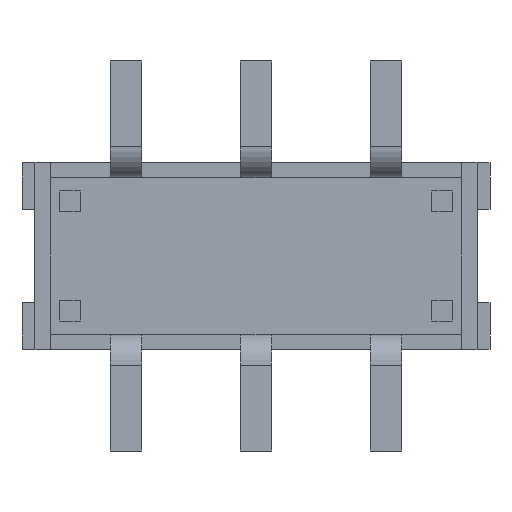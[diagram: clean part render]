
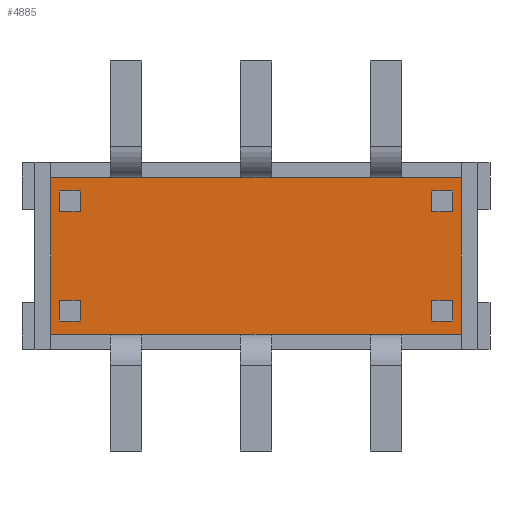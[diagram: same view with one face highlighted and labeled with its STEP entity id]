
A CAD part, front view. The second image highlights one B-rep face of the part: STEP entity #4885.
In plain terms, the highlighted planar face has unit normal (0, -1, 0).
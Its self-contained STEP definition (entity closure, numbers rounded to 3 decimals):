
#79=FACE_BOUND('',#521,.T.);
#80=FACE_BOUND('',#522,.T.);
#81=FACE_BOUND('',#523,.T.);
#82=FACE_BOUND('',#524,.T.);
#258=FACE_OUTER_BOUND('',#520,.T.);
#520=EDGE_LOOP('',(#3589,#3590,#3591,#3592));
#521=EDGE_LOOP('',(#3593,#3594,#3595,#3596));
#522=EDGE_LOOP('',(#3597,#3598,#3599,#3600));
#523=EDGE_LOOP('',(#3601,#3602,#3603,#3604));
#524=EDGE_LOOP('',(#3605,#3606,#3607,#3608));
#701=LINE('',#6560,#1300);
#718=LINE('',#6597,#1317);
#1003=LINE('',#7324,#1602);
#1052=LINE('',#7487,#1651);
#1060=LINE('',#7506,#1659);
#1061=LINE('',#7507,#1660);
#1062=LINE('',#7510,#1661);
#1063=LINE('',#7511,#1662);
#1064=LINE('',#7512,#1663);
#1065=LINE('',#7515,#1664);
#1066=LINE('',#7517,#1665);
#1067=LINE('',#7519,#1666);
#1068=LINE('',#7520,#1667);
#1069=LINE('',#7523,#1668);
#1070=LINE('',#7525,#1669);
#1071=LINE('',#7527,#1670);
#1072=LINE('',#7528,#1671);
#1073=LINE('',#7530,#1672);
#1074=LINE('',#7532,#1673);
#1075=LINE('',#7533,#1674);
#1300=VECTOR('',#5368,1000.);
#1317=VECTOR('',#5393,1000.);
#1602=VECTOR('',#5836,1000.);
#1651=VECTOR('',#5931,1000.);
#1659=VECTOR('',#5949,1000.);
#1660=VECTOR('',#5950,1000.);
#1661=VECTOR('',#5951,1000.);
#1662=VECTOR('',#5952,1000.);
#1663=VECTOR('',#5953,1000.);
#1664=VECTOR('',#5954,1000.);
#1665=VECTOR('',#5955,1000.);
#1666=VECTOR('',#5956,1000.);
#1667=VECTOR('',#5957,1000.);
#1668=VECTOR('',#5958,1000.);
#1669=VECTOR('',#5959,1000.);
#1670=VECTOR('',#5960,1000.);
#1671=VECTOR('',#5961,1000.);
#1672=VECTOR('',#5962,1000.);
#1673=VECTOR('',#5963,1000.);
#1674=VECTOR('',#5964,1000.);
#1898=VERTEX_POINT('',#6557);
#1899=VERTEX_POINT('',#6559);
#1914=VERTEX_POINT('',#6594);
#1915=VERTEX_POINT('',#6596);
#2150=VERTEX_POINT('',#7317);
#2153=VERTEX_POINT('',#7322);
#2194=VERTEX_POINT('',#7480);
#2197=VERTEX_POINT('',#7485);
#2204=VERTEX_POINT('',#7508);
#2205=VERTEX_POINT('',#7509);
#2206=VERTEX_POINT('',#7513);
#2207=VERTEX_POINT('',#7514);
#2208=VERTEX_POINT('',#7516);
#2209=VERTEX_POINT('',#7518);
#2210=VERTEX_POINT('',#7521);
#2211=VERTEX_POINT('',#7522);
#2212=VERTEX_POINT('',#7524);
#2213=VERTEX_POINT('',#7526);
#2214=VERTEX_POINT('',#7529);
#2215=VERTEX_POINT('',#7531);
#2349=EDGE_CURVE('',#1898,#1899,#701,.T.);
#2366=EDGE_CURVE('',#1914,#1915,#718,.T.);
#2679=EDGE_CURVE('',#2153,#2150,#1003,.T.);
#2736=EDGE_CURVE('',#2197,#2194,#1052,.T.);
#2745=EDGE_CURVE('',#1899,#1914,#1060,.T.);
#2746=EDGE_CURVE('',#1915,#1898,#1061,.T.);
#2747=EDGE_CURVE('',#2204,#2205,#1062,.T.);
#2748=EDGE_CURVE('',#2194,#2204,#1063,.T.);
#2749=EDGE_CURVE('',#2205,#2197,#1064,.T.);
#2750=EDGE_CURVE('',#2206,#2207,#1065,.T.);
#2751=EDGE_CURVE('',#2208,#2206,#1066,.T.);
#2752=EDGE_CURVE('',#2209,#2208,#1067,.T.);
#2753=EDGE_CURVE('',#2207,#2209,#1068,.T.);
#2754=EDGE_CURVE('',#2210,#2211,#1069,.T.);
#2755=EDGE_CURVE('',#2212,#2210,#1070,.T.);
#2756=EDGE_CURVE('',#2213,#2212,#1071,.T.);
#2757=EDGE_CURVE('',#2211,#2213,#1072,.T.);
#2758=EDGE_CURVE('',#2214,#2153,#1073,.T.);
#2759=EDGE_CURVE('',#2215,#2214,#1074,.T.);
#2760=EDGE_CURVE('',#2150,#2215,#1075,.T.);
#3589=ORIENTED_EDGE('',*,*,#2745,.F.);
#3590=ORIENTED_EDGE('',*,*,#2349,.F.);
#3591=ORIENTED_EDGE('',*,*,#2746,.F.);
#3592=ORIENTED_EDGE('',*,*,#2366,.F.);
#3593=ORIENTED_EDGE('',*,*,#2747,.F.);
#3594=ORIENTED_EDGE('',*,*,#2748,.F.);
#3595=ORIENTED_EDGE('',*,*,#2736,.F.);
#3596=ORIENTED_EDGE('',*,*,#2749,.F.);
#3597=ORIENTED_EDGE('',*,*,#2750,.F.);
#3598=ORIENTED_EDGE('',*,*,#2751,.F.);
#3599=ORIENTED_EDGE('',*,*,#2752,.F.);
#3600=ORIENTED_EDGE('',*,*,#2753,.F.);
#3601=ORIENTED_EDGE('',*,*,#2754,.F.);
#3602=ORIENTED_EDGE('',*,*,#2755,.F.);
#3603=ORIENTED_EDGE('',*,*,#2756,.F.);
#3604=ORIENTED_EDGE('',*,*,#2757,.F.);
#3605=ORIENTED_EDGE('',*,*,#2679,.F.);
#3606=ORIENTED_EDGE('',*,*,#2758,.F.);
#3607=ORIENTED_EDGE('',*,*,#2759,.F.);
#3608=ORIENTED_EDGE('',*,*,#2760,.F.);
#4511=PLANE('',#5174);
#4885=ADVANCED_FACE('',(#258,#79,#80,#81,#82),#4511,.F.);
#5174=AXIS2_PLACEMENT_3D('',#7505,#5947,#5948);
#5368=DIRECTION('',(0.,0.,1.));
#5393=DIRECTION('',(0.,0.,-1.));
#5836=DIRECTION('',(0.,0.,-1.));
#5931=DIRECTION('',(0.,0.,-1.));
#5947=DIRECTION('center_axis',(0.,1.,0.));
#5948=DIRECTION('ref_axis',(1.,0.,0.));
#5949=DIRECTION('',(1.,0.,0.));
#5950=DIRECTION('',(-1.,0.,0.));
#5951=DIRECTION('',(0.,0.,1.));
#5952=DIRECTION('',(1.,0.,0.));
#5953=DIRECTION('',(-1.,0.,0.));
#5954=DIRECTION('',(-1.,0.,0.));
#5955=DIRECTION('',(0.,0.,1.));
#5956=DIRECTION('',(1.,0.,0.));
#5957=DIRECTION('',(0.,0.,-1.));
#5958=DIRECTION('',(1.,0.,0.));
#5959=DIRECTION('',(0.,0.,-1.));
#5960=DIRECTION('',(-1.,0.,0.));
#5961=DIRECTION('',(0.,0.,1.));
#5962=DIRECTION('',(-1.,0.,0.));
#5963=DIRECTION('',(0.,0.,1.));
#5964=DIRECTION('',(1.,0.,0.));
#6557=CARTESIAN_POINT('',(-3.95,0.28,-1.5));
#6559=CARTESIAN_POINT('',(-3.95,0.28,1.5));
#6560=CARTESIAN_POINT('',(-3.95,0.28,-1.5));
#6594=CARTESIAN_POINT('',(3.95,0.28,1.5));
#6596=CARTESIAN_POINT('',(3.95,0.28,-1.5));
#6597=CARTESIAN_POINT('',(3.95,0.28,1.5));
#7317=CARTESIAN_POINT('',(3.38,0.28,0.85));
#7322=CARTESIAN_POINT('',(3.38,0.28,1.25));
#7324=CARTESIAN_POINT('',(3.38,0.28,1.25));
#7480=CARTESIAN_POINT('',(-3.78,0.28,-1.25));
#7485=CARTESIAN_POINT('',(-3.78,0.28,-0.85));
#7487=CARTESIAN_POINT('',(-3.78,0.28,-0.85));
#7505=CARTESIAN_POINT('Origin',(0.,0.28,0.));
#7506=CARTESIAN_POINT('',(-3.95,0.28,1.5));
#7507=CARTESIAN_POINT('',(3.95,0.28,-1.5));
#7508=CARTESIAN_POINT('',(-3.38,0.28,-1.25));
#7509=CARTESIAN_POINT('',(-3.38,0.28,-0.85));
#7510=CARTESIAN_POINT('',(-3.38,0.28,-1.25));
#7511=CARTESIAN_POINT('',(-3.78,0.28,-1.25));
#7512=CARTESIAN_POINT('',(-3.38,0.28,-0.85));
#7513=CARTESIAN_POINT('',(3.78,0.28,-0.85));
#7514=CARTESIAN_POINT('',(3.38,0.28,-0.85));
#7515=CARTESIAN_POINT('',(3.78,0.28,-0.85));
#7516=CARTESIAN_POINT('',(3.78,0.28,-1.25));
#7517=CARTESIAN_POINT('',(3.78,0.28,-1.25));
#7518=CARTESIAN_POINT('',(3.38,0.28,-1.25));
#7519=CARTESIAN_POINT('',(3.38,0.28,-1.25));
#7520=CARTESIAN_POINT('',(3.38,0.28,-0.85));
#7521=CARTESIAN_POINT('',(-3.78,0.28,0.85));
#7522=CARTESIAN_POINT('',(-3.38,0.28,0.85));
#7523=CARTESIAN_POINT('',(-3.78,0.28,0.85));
#7524=CARTESIAN_POINT('',(-3.78,0.28,1.25));
#7525=CARTESIAN_POINT('',(-3.78,0.28,1.25));
#7526=CARTESIAN_POINT('',(-3.38,0.28,1.25));
#7527=CARTESIAN_POINT('',(-3.38,0.28,1.25));
#7528=CARTESIAN_POINT('',(-3.38,0.28,0.85));
#7529=CARTESIAN_POINT('',(3.78,0.28,1.25));
#7530=CARTESIAN_POINT('',(3.78,0.28,1.25));
#7531=CARTESIAN_POINT('',(3.78,0.28,0.85));
#7532=CARTESIAN_POINT('',(3.78,0.28,0.85));
#7533=CARTESIAN_POINT('',(3.38,0.28,0.85));
